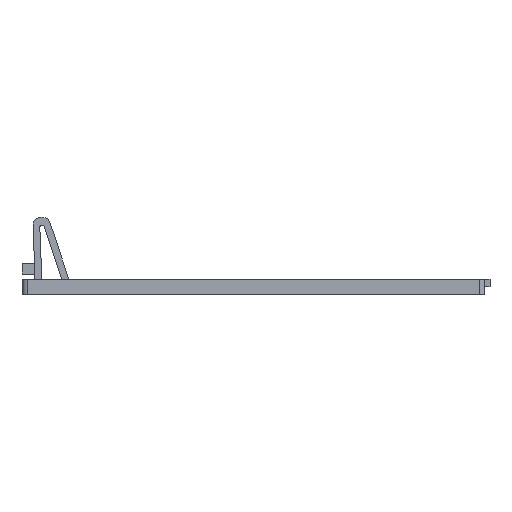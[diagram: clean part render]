
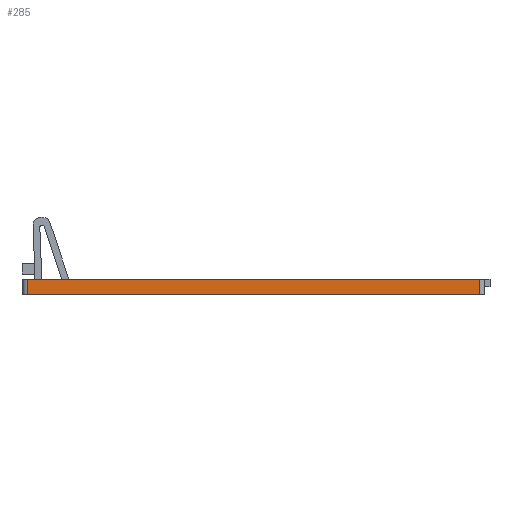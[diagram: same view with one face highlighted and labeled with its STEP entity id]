
A CAD part, left-side view. The second image highlights one B-rep face of the part: STEP entity #285.
In plain terms, the highlighted planar face has unit normal (-1, 0, 0).
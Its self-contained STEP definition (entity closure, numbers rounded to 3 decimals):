
#52 = EDGE_CURVE ( 'NONE', #935, #1113, #1393, .T. ) ;
#275 = ORIENTED_EDGE ( 'NONE', *, *, #1436, .T. ) ;
#285 = ADVANCED_FACE ( 'NONE', ( #885 ), #1298, .F. ) ;
#287 = DIRECTION ( 'NONE',  ( 0., -1., 0. ) ) ;
#294 = ORIENTED_EDGE ( 'NONE', *, *, #52, .F. ) ;
#403 = ORIENTED_EDGE ( 'NONE', *, *, #1024, .T. ) ;
#478 = CARTESIAN_POINT ( 'NONE',  ( -52.25, -42.5, 3. ) ) ;
#573 = VERTEX_POINT ( 'NONE', #1310 ) ;
#578 = LINE ( 'NONE', #1032, #795 ) ;
#678 = ORIENTED_EDGE ( 'NONE', *, *, #1023, .T. ) ;
#692 = CARTESIAN_POINT ( 'NONE',  ( -52.25, 48., 3. ) ) ;
#722 = DIRECTION ( 'NONE',  ( 0., 0., 1. ) ) ;
#733 = LINE ( 'NONE', #1495, #1191 ) ;
#795 = VECTOR ( 'NONE', #1141, 1000. ) ;
#819 = CARTESIAN_POINT ( 'NONE',  ( -52.25, -42.5, 0. ) ) ;
#885 = FACE_OUTER_BOUND ( 'NONE', #915, .T. ) ;
#908 = CARTESIAN_POINT ( 'NONE',  ( -52.25, 45.1, 3. ) ) ;
#915 = EDGE_LOOP ( 'NONE', ( #275, #678, #294, #403 ) ) ;
#935 = VERTEX_POINT ( 'NONE', #908 ) ;
#1023 = EDGE_CURVE ( 'NONE', #1471, #1113, #1248, .T. ) ;
#1024 = EDGE_CURVE ( 'NONE', #935, #573, #733, .T. ) ;
#1032 = CARTESIAN_POINT ( 'NONE',  ( -52.25, 48., 0. ) ) ;
#1069 = AXIS2_PLACEMENT_3D ( 'NONE', #1337, #1279, #1274 ) ;
#1113 = VERTEX_POINT ( 'NONE', #478 ) ;
#1141 = DIRECTION ( 'NONE',  ( 0., -1., 0. ) ) ;
#1185 = DIRECTION ( 'NONE',  ( 0., 0., -1. ) ) ;
#1191 = VECTOR ( 'NONE', #1185, 1000. ) ;
#1245 = VECTOR ( 'NONE', #722, 1000. ) ;
#1248 = LINE ( 'NONE', #1372, #1245 ) ;
#1274 = DIRECTION ( 'NONE',  ( 0., 1., 0. ) ) ;
#1279 = DIRECTION ( 'NONE',  ( 1., 0., 0. ) ) ;
#1298 = PLANE ( 'NONE',  #1069 ) ;
#1310 = CARTESIAN_POINT ( 'NONE',  ( -52.25, 45.1, 0. ) ) ;
#1337 = CARTESIAN_POINT ( 'NONE',  ( -52.25, 48., 3. ) ) ;
#1372 = CARTESIAN_POINT ( 'NONE',  ( -52.25, -42.5, 3. ) ) ;
#1373 = VECTOR ( 'NONE', #287, 1000. ) ;
#1393 = LINE ( 'NONE', #692, #1373 ) ;
#1436 = EDGE_CURVE ( 'NONE', #573, #1471, #578, .T. ) ;
#1471 = VERTEX_POINT ( 'NONE', #819 ) ;
#1495 = CARTESIAN_POINT ( 'NONE',  ( -52.25, 45.1, 0. ) ) ;
